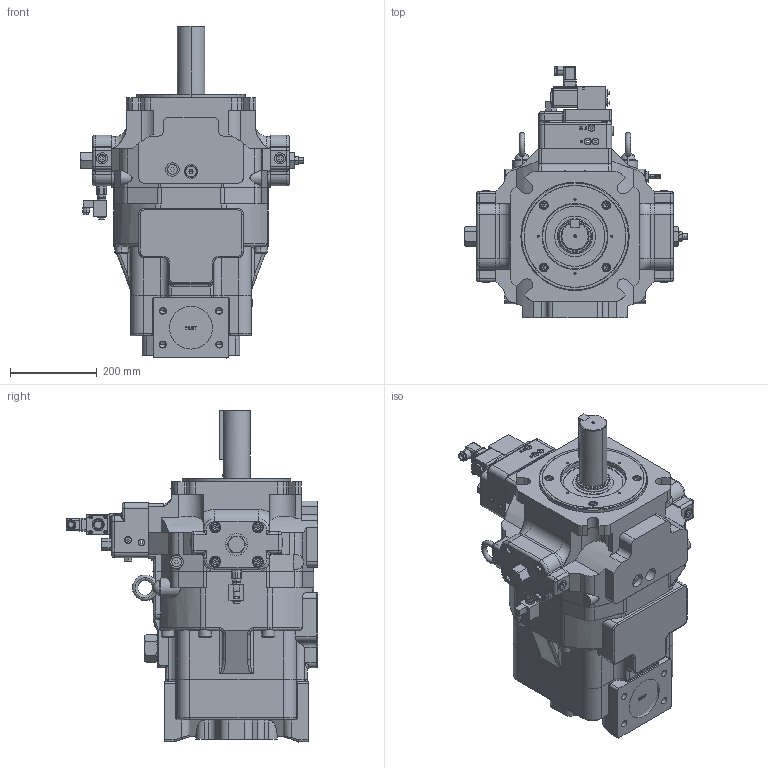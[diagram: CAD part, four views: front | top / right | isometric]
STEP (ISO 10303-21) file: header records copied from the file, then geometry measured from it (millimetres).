
FILE_DESCRIPTION((''),'2;1');
FILE_NAME('PVV_200_thru_250.stp','2015-12-28T17:12:48',('JGroves'),(''),'Autodesk Inventor 2012','Autodesk Inventor 2012','');
FILE_SCHEMA(('AUTOMOTIVE_DESIGN { 1 0 10303 214 1 1 1 1 }'));
Length unit declared in the file: inch
Products named in the file (1): Assembly1_Shrinkwrap_2
Bounding box: 515.37 x 581.02 x 765.76 mm (x, y, z)
Surface area: 1615565.8 mm2 (no closed solid volume)
Topology: 0 solids, 2219 shells, 2219 faces, 11256 edges, 11217 vertices
Faces by surface type: plane 1126, cylinder 744, cone 203, torus 64, bspline 44, sphere 36, revolution 2
Entity records: 144418 total; most frequent: CARTESIAN_POINT 48581, DIRECTION 17116, VERTEX_POINT 11207, EDGE_CURVE 11207, ORIENTED_EDGE 11207, VECTOR 7272, LINE 7272, AXIS2_PLACEMENT_3D 4921
